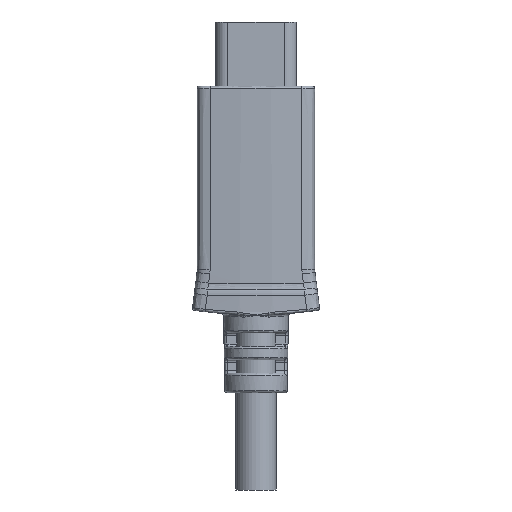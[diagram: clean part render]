
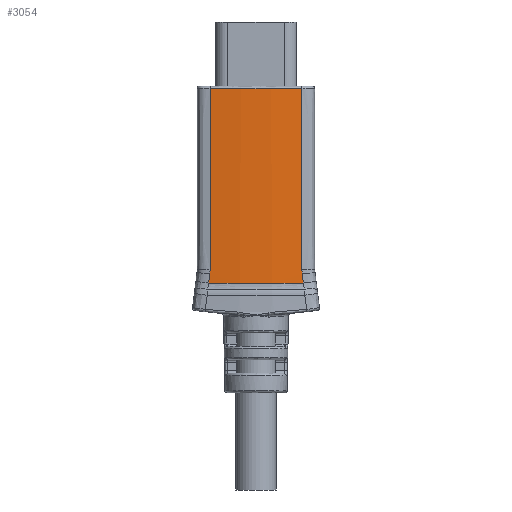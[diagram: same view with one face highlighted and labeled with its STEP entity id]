
A CAD part, front view. The second image highlights one B-rep face of the part: STEP entity #3054.
In plain terms, the highlighted cylindrical face has radius 43.153 mm (diameter 86.305 mm), a partial arc.
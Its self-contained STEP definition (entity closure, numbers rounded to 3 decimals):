
#207 = CARTESIAN_POINT ( 'NONE',  ( -4.782, -2.884, -19.616 ) ) ;
#431 = EDGE_CURVE ( 'NONE', #9050, #8267, #7399, .T. ) ;
#433 = CARTESIAN_POINT ( 'NONE',  ( 4.742, -2.889, -19.31 ) ) ;
#587 = CARTESIAN_POINT ( 'NONE',  ( 4.714, -2.892, -18.875 ) ) ;
#622 = CARTESIAN_POINT ( 'NONE',  ( -4.714, -2.892, -18.875 ) ) ;
#911 = AXIS2_PLACEMENT_3D ( 'NONE', #1854, #1283, #9184 ) ;
#938 = CARTESIAN_POINT ( 'NONE',  ( 0., 40.002, -0.25 ) ) ;
#958 = CARTESIAN_POINT ( 'NONE',  ( 4.861, -2.875, -20.228 ) ) ;
#1091 = VECTOR ( 'NONE', #6012, 1000. ) ;
#1264 = ORIENTED_EDGE ( 'NONE', *, *, #8588, .T. ) ;
#1283 = DIRECTION ( 'NONE',  ( 0., 0., -1. ) ) ;
#1515 = CARTESIAN_POINT ( 'NONE',  ( 4.714, -2.892, -8.966 ) ) ;
#1718 = EDGE_CURVE ( 'NONE', #5800, #8744, #2785, .T. ) ;
#1854 = CARTESIAN_POINT ( 'NONE',  ( 0., 40.002, 63.291 ) ) ;
#2089 = DIRECTION ( 'NONE',  ( 0., 0., 1. ) ) ;
#2265 = CARTESIAN_POINT ( 'NONE',  ( 4.742, -2.889, -19.31 ) ) ;
#2290 = DIRECTION ( 'NONE',  ( 0., 0., -1. ) ) ;
#2363 = CARTESIAN_POINT ( 'NONE',  ( -4.821, -2.88, -19.922 ) ) ;
#2544 = ORIENTED_EDGE ( 'NONE', *, *, #1718, .F. ) ;
#2579 = CARTESIAN_POINT ( 'NONE',  ( 4.714, -2.892, -19.021 ) ) ;
#2785 = B_SPLINE_CURVE_WITH_KNOTS ( 'NONE', 3,
 ( #8882, #2363, #207, #3109 ),
 .UNSPECIFIED., .F., .F.,
 ( 4, 4 ),
 ( 0., 1. ),
 .UNSPECIFIED. ) ;
#2862 = EDGE_CURVE ( 'NONE', #8267, #6098, #5339, .T. ) ;
#2878 = CARTESIAN_POINT ( 'NONE',  ( 0., 40.002, -20.228 ) ) ;
#2937 = VERTEX_POINT ( 'NONE', #958 ) ;
#3054 = ADVANCED_FACE ( 'NONE', ( #7450 ), #6078, .T. ) ;
#3056 = CARTESIAN_POINT ( 'NONE',  ( -4.714, -2.892, -19.021 ) ) ;
#3067 = AXIS2_PLACEMENT_3D ( 'NONE', #2878, #2089, #5821 ) ;
#3109 = CARTESIAN_POINT ( 'NONE',  ( -4.742, -2.889, -19.31 ) ) ;
#3171 = DIRECTION ( 'NONE',  ( -1., 0., 0. ) ) ;
#3347 = ORIENTED_EDGE ( 'NONE', *, *, #431, .F. ) ;
#3406 = AXIS2_PLACEMENT_3D ( 'NONE', #938, #6737, #3171 ) ;
#3626 = CARTESIAN_POINT ( 'NONE',  ( -4.742, -2.889, -19.31 ) ) ;
#3908 = CARTESIAN_POINT ( 'NONE',  ( 4.723, -2.891, -19.165 ) ) ;
#3946 = CARTESIAN_POINT ( 'NONE',  ( 4.714, -2.892, -18.875 ) ) ;
#4023 = ORIENTED_EDGE ( 'NONE', *, *, #5250, .F. ) ;
#4166 = CARTESIAN_POINT ( 'NONE',  ( 4.714, -2.892, -0.25 ) ) ;
#4329 = CARTESIAN_POINT ( 'NONE',  ( 4.821, -2.88, -19.922 ) ) ;
#4409 = CARTESIAN_POINT ( 'NONE',  ( -4.861, -2.875, -20.228 ) ) ;
#5183 = EDGE_CURVE ( 'NONE', #5800, #2937, #8181, .T. ) ;
#5250 = EDGE_CURVE ( 'NONE', #7419, #6474, #7524, .T. ) ;
#5339 = B_SPLINE_CURVE_WITH_KNOTS ( 'NONE', 3,
 ( #3946, #2579, #3908, #433 ),
 .UNSPECIFIED., .F., .F.,
 ( 4, 4 ),
 ( 0., 1. ),
 .UNSPECIFIED. ) ;
#5718 = CARTESIAN_POINT ( 'NONE',  ( -4.714, -2.892, -0.25 ) ) ;
#5800 = VERTEX_POINT ( 'NONE', #4409 ) ;
#5821 = DIRECTION ( 'NONE',  ( -1., 0., 0. ) ) ;
#5965 = CARTESIAN_POINT ( 'NONE',  ( -4.714, -2.892, -8.966 ) ) ;
#6012 = DIRECTION ( 'NONE',  ( 0., 0., 1. ) ) ;
#6078 = CYLINDRICAL_SURFACE ( 'NONE', #911, 43.152 ) ;
#6098 = VERTEX_POINT ( 'NONE', #2265 ) ;
#6244 = ORIENTED_EDGE ( 'NONE', *, *, #2862, .F. ) ;
#6474 = VERTEX_POINT ( 'NONE', #5718 ) ;
#6737 = DIRECTION ( 'NONE',  ( 0., 0., 1. ) ) ;
#7039 = EDGE_CURVE ( 'NONE', #6474, #9050, #7485, .T. ) ;
#7109 = B_SPLINE_CURVE_WITH_KNOTS ( 'NONE', 3,
 ( #8636, #3056, #9342, #3626 ),
 .UNSPECIFIED., .F., .F.,
 ( 4, 4 ),
 ( 0., 1. ),
 .UNSPECIFIED. ) ;
#7195 = ORIENTED_EDGE ( 'NONE', *, *, #8016, .T. ) ;
#7231 = CARTESIAN_POINT ( 'NONE',  ( 4.781, -2.884, -19.616 ) ) ;
#7399 = LINE ( 'NONE', #1515, #8760 ) ;
#7419 = VERTEX_POINT ( 'NONE', #622 ) ;
#7450 = FACE_OUTER_BOUND ( 'NONE', #7748, .T. ) ;
#7485 = CIRCLE ( 'NONE', #3406, 43.152 ) ;
#7524 = LINE ( 'NONE', #5965, #1091 ) ;
#7748 = EDGE_LOOP ( 'NONE', ( #7195, #6244, #3347, #8078, #4023, #1264, #2544, #8068 ) ) ;
#7888 = CARTESIAN_POINT ( 'NONE',  ( 4.861, -2.875, -20.228 ) ) ;
#8016 = EDGE_CURVE ( 'NONE', #2937, #6098, #9277, .T. ) ;
#8068 = ORIENTED_EDGE ( 'NONE', *, *, #5183, .T. ) ;
#8078 = ORIENTED_EDGE ( 'NONE', *, *, #7039, .F. ) ;
#8181 = CIRCLE ( 'NONE', #3067, 43.152 ) ;
#8267 = VERTEX_POINT ( 'NONE', #587 ) ;
#8487 = CARTESIAN_POINT ( 'NONE',  ( -4.742, -2.889, -19.31 ) ) ;
#8588 = EDGE_CURVE ( 'NONE', #7419, #8744, #7109, .T. ) ;
#8636 = CARTESIAN_POINT ( 'NONE',  ( -4.714, -2.892, -18.875 ) ) ;
#8744 = VERTEX_POINT ( 'NONE', #8487 ) ;
#8760 = VECTOR ( 'NONE', #2290, 1000. ) ;
#8792 = CARTESIAN_POINT ( 'NONE',  ( 4.742, -2.889, -19.31 ) ) ;
#8882 = CARTESIAN_POINT ( 'NONE',  ( -4.861, -2.875, -20.228 ) ) ;
#9050 = VERTEX_POINT ( 'NONE', #4166 ) ;
#9184 = DIRECTION ( 'NONE',  ( -1., 0., 0. ) ) ;
#9277 = B_SPLINE_CURVE_WITH_KNOTS ( 'NONE', 3,
 ( #7888, #4329, #7231, #8792 ),
 .UNSPECIFIED., .F., .F.,
 ( 4, 4 ),
 ( 0., 1. ),
 .UNSPECIFIED. ) ;
#9342 = CARTESIAN_POINT ( 'NONE',  ( -4.723, -2.891, -19.165 ) ) ;
